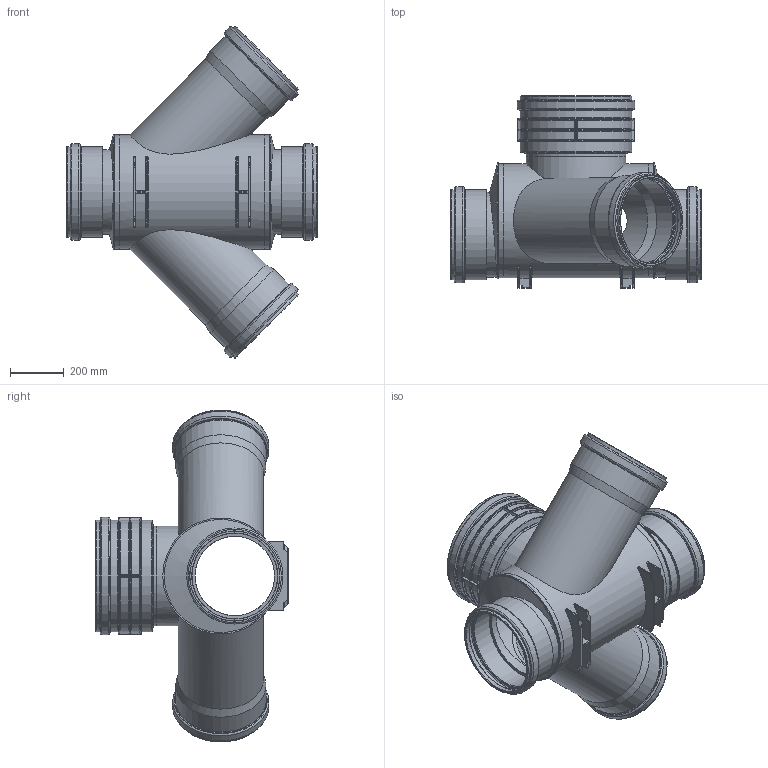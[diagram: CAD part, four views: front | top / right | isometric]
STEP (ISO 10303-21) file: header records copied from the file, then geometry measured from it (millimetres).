
FILE_DESCRIPTION(/* description */ (''),/* implementation_level */ '2;1');
FILE_NAME(/* name */ '660090z.stp',/* time_stamp */ '2024-01-24T12:12:21+01:00',/* author */ ('corinna'),/* organization */ (''),/* preprocessor_version */ 'ST-DEVELOPER v20',/* originating_system */ 'Autodesk Inventor 2024',/* authorisation */ '');
FILE_SCHEMA (('AUTOMOTIVE_DESIGN { 1 0 10303 214 3 1 1 }'));
Length unit declared in the file: millimetre
Products named in the file (6): 660090z; 660090 Teil 2; 660090 Teil 1; 660090 Teil 4; 660090 Teil 3; 660090 Teil 4_MIR
Assembly tree (6 placements, depth 2):
  660090z
    660090 Teil 2
    660090 Teil 1
    660090 Teil 4
    660090 Teil 3  x2
    660090 Teil 4_MIR
Bounding box: 930 x 714 x 1234.35 mm (x, y, z)
Volume: 21437388.1 mm3; surface area: 4931689.1 mm2
Topology: 6 solids, 6 shells, 502 faces, 1295 edges, 792 vertices
Faces by surface type: cylinder 177, torus 110, plane 87, bspline 68, cone 52, sphere 8
Full cylindrical faces by diameter (mm): 295.5 x2, 298 x2, 314.9 x2, 317.4 x4, 318 x4, 318.3 x4, 335.6 x4, 335.9 x4, 339.9 x4, 356.2 x1, 356.8 x1, 357.5 x4, 370.2 x1, 371 x1, 399.5 x1, 404 x2, 415 x3, 424 x2, 424.1 x1, 427.1 x1, 431 x2, 432 x2, 438.1 x1
Entity records: 17746 total; most frequent: CARTESIAN_POINT 6262, DIRECTION 2458, ORIENTED_EDGE 2404, EDGE_CURVE 1202, AXIS2_PLACEMENT_3D 1042, VERTEX_POINT 739, CIRCLE 564, EDGE_LOOP 483
